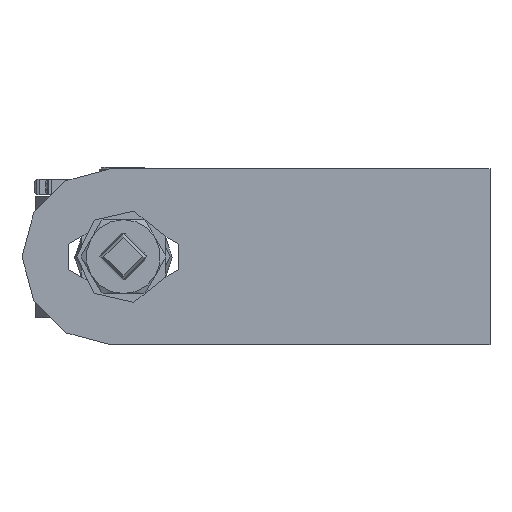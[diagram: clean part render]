
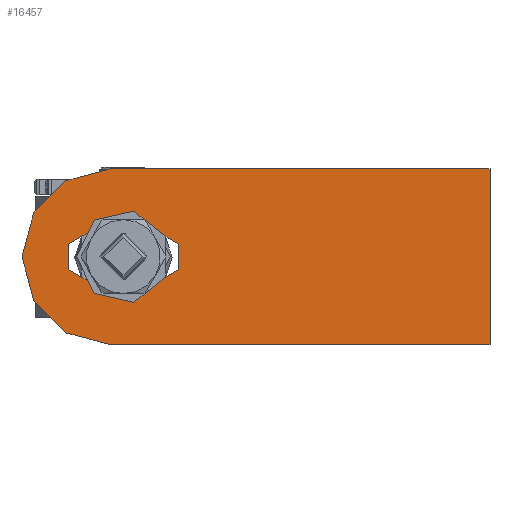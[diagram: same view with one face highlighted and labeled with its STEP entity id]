
A CAD part, top view. The second image highlights one B-rep face of the part: STEP entity #16457.
In plain terms, the highlighted planar face has unit normal (0, 0, 1).
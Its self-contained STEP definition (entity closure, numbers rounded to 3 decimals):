
#180 = EDGE_CURVE ( 'NONE', #15492, #12485, #7235, .T. ) ;
#249 = ORIENTED_EDGE ( 'NONE', *, *, #11859, .T. ) ;
#700 = ORIENTED_EDGE ( 'NONE', *, *, #3450, .T. ) ;
#767 = LINE ( 'NONE', #7364, #5060 ) ;
#1012 = CARTESIAN_POINT ( 'NONE',  ( -42.5, 6.5, 3. ) ) ;
#1188 = DIRECTION ( 'NONE',  ( -1., 0., 0. ) ) ;
#1242 = ORIENTED_EDGE ( 'NONE', *, *, #5897, .F. ) ;
#1363 = EDGE_CURVE ( 'NONE', #4142, #7598, #5121, .T. ) ;
#1711 = CARTESIAN_POINT ( 'NONE',  ( -42.5, -6.5, 3. ) ) ;
#2245 = CARTESIAN_POINT ( 'NONE',  ( -25.5, -6.5, 3. ) ) ;
#2281 = DIRECTION ( 'NONE',  ( 1., 0., 0. ) ) ;
#2435 = DIRECTION ( 'NONE',  ( 1., 0., 0. ) ) ;
#2832 = AXIS2_PLACEMENT_3D ( 'NONE', #10529, #15911, #2435 ) ;
#3399 = ORIENTED_EDGE ( 'NONE', *, *, #7129, .F. ) ;
#3450 = EDGE_CURVE ( 'NONE', #5870, #15492, #6974, .T. ) ;
#3596 = VECTOR ( 'NONE', #14862, 1000. ) ;
#3602 = CARTESIAN_POINT ( 'NONE',  ( -25.5, 0., 3. ) ) ;
#3693 = CARTESIAN_POINT ( 'NONE',  ( 60., -22.5, 3. ) ) ;
#3932 = CARTESIAN_POINT ( 'NONE',  ( -42.5, 6.5, 3. ) ) ;
#4142 = VERTEX_POINT ( 'NONE', #5306 ) ;
#4670 = DIRECTION ( 'NONE',  ( 1., 0., 0. ) ) ;
#5060 = VECTOR ( 'NONE', #4670, 1000. ) ;
#5121 = LINE ( 'NONE', #1012, #10585 ) ;
#5306 = CARTESIAN_POINT ( 'NONE',  ( -25.5, 6.5, 3. ) ) ;
#5430 = AXIS2_PLACEMENT_3D ( 'NONE', #12106, #6625, #1188 ) ;
#5462 = CARTESIAN_POINT ( 'NONE',  ( 60., 22.5, 3. ) ) ;
#5870 = VERTEX_POINT ( 'NONE', #16537 ) ;
#5897 = EDGE_CURVE ( 'NONE', #7451, #4142, #15595, .T. ) ;
#6597 = CARTESIAN_POINT ( 'NONE',  ( -37.5, 22.5, 3. ) ) ;
#6625 = DIRECTION ( 'NONE',  ( 0., 0., 1. ) ) ;
#6974 = LINE ( 'NONE', #6597, #12454 ) ;
#7005 = EDGE_CURVE ( 'NONE', #15496, #7451, #14725, .T. ) ;
#7129 = EDGE_CURVE ( 'NONE', #7598, #15496, #14085, .T. ) ;
#7206 = ORIENTED_EDGE ( 'NONE', *, *, #7005, .F. ) ;
#7235 = CIRCLE ( 'NONE', #5430, 22.5 ) ;
#7333 = VECTOR ( 'NONE', #11914, 1000. ) ;
#7357 = ORIENTED_EDGE ( 'NONE', *, *, #180, .T. ) ;
#7364 = CARTESIAN_POINT ( 'NONE',  ( 60., -22.5, 3. ) ) ;
#7451 = VERTEX_POINT ( 'NONE', #2245 ) ;
#7598 = VERTEX_POINT ( 'NONE', #3932 ) ;
#7910 = EDGE_LOOP ( 'NONE', ( #700, #7357, #16471, #249 ) ) ;
#9009 = AXIS2_PLACEMENT_3D ( 'NONE', #14533, #13304, #9225 ) ;
#9225 = DIRECTION ( 'NONE',  ( -1., 0., 0. ) ) ;
#10143 = FACE_BOUND ( 'NONE', #17479, .T. ) ;
#10529 = CARTESIAN_POINT ( 'NONE',  ( -42.5, 0., 3. ) ) ;
#10548 = CARTESIAN_POINT ( 'NONE',  ( -42.5, -6.5, 3. ) ) ;
#10585 = VECTOR ( 'NONE', #11756, 1000. ) ;
#11247 = CARTESIAN_POINT ( 'NONE',  ( -37.5, 22.5, 3. ) ) ;
#11756 = DIRECTION ( 'NONE',  ( -1., 0., 0. ) ) ;
#11859 = EDGE_CURVE ( 'NONE', #16463, #5870, #17316, .T. ) ;
#11896 = DIRECTION ( 'NONE',  ( -1., 0., 0. ) ) ;
#11914 = DIRECTION ( 'NONE',  ( 1., 0., 0. ) ) ;
#12106 = CARTESIAN_POINT ( 'NONE',  ( -37.5, 0., 3. ) ) ;
#12137 = ORIENTED_EDGE ( 'NONE', *, *, #1363, .F. ) ;
#12454 = VECTOR ( 'NONE', #11896, 1000. ) ;
#12485 = VERTEX_POINT ( 'NONE', #17486 ) ;
#13135 = PLANE ( 'NONE',  #9009 ) ;
#13167 = DIRECTION ( 'NONE',  ( 0., 0., 1. ) ) ;
#13304 = DIRECTION ( 'NONE',  ( 0., 0., -1. ) ) ;
#13815 = EDGE_CURVE ( 'NONE', #12485, #16463, #767, .T. ) ;
#14085 = CIRCLE ( 'NONE', #2832, 6.5 ) ;
#14359 = AXIS2_PLACEMENT_3D ( 'NONE', #3602, #13167, #2281 ) ;
#14533 = CARTESIAN_POINT ( 'NONE',  ( -37.5, 0., 3. ) ) ;
#14725 = LINE ( 'NONE', #10548, #7333 ) ;
#14862 = DIRECTION ( 'NONE',  ( 0., 1., 0. ) ) ;
#15492 = VERTEX_POINT ( 'NONE', #11247 ) ;
#15496 = VERTEX_POINT ( 'NONE', #1711 ) ;
#15595 = CIRCLE ( 'NONE', #14359, 6.5 ) ;
#15629 = FACE_OUTER_BOUND ( 'NONE', #7910, .T. ) ;
#15911 = DIRECTION ( 'NONE',  ( 0., 0., 1. ) ) ;
#16457 = ADVANCED_FACE ( 'NONE', ( #15629, #10143 ), #13135, .F. ) ;
#16463 = VERTEX_POINT ( 'NONE', #3693 ) ;
#16471 = ORIENTED_EDGE ( 'NONE', *, *, #13815, .T. ) ;
#16537 = CARTESIAN_POINT ( 'NONE',  ( 60., 22.5, 3. ) ) ;
#17316 = LINE ( 'NONE', #5462, #3596 ) ;
#17479 = EDGE_LOOP ( 'NONE', ( #3399, #12137, #1242, #7206 ) ) ;
#17486 = CARTESIAN_POINT ( 'NONE',  ( -37.5, -22.5, 3. ) ) ;
